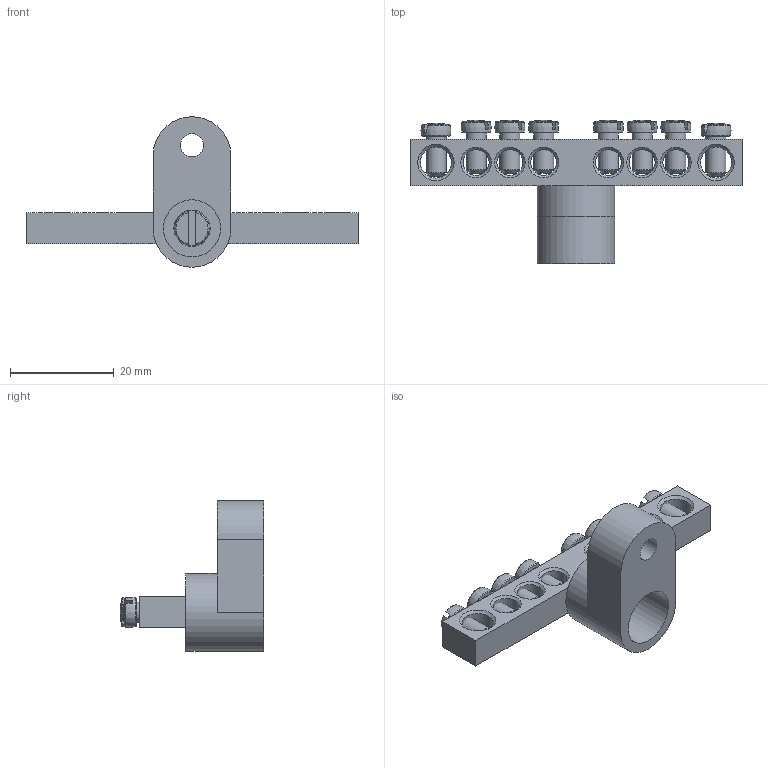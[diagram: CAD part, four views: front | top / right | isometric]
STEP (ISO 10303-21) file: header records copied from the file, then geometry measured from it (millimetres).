
FILE_DESCRIPTION(/* description */ (''),/* implementation_level */ '2;1');
FILE_NAME(/* name */ 'Шина PE 6х9-8_1 на одном угловом изоляторе.stp',/* time_stamp */ '2021-04-12T22:36:58+03:00',/* author */ ('Admin'),/* organization */ (''),/* preprocessor_version */ 'ST-DEVELOPER v15.6',/* originating_system */ 'Autodesk Inventor 2015',/* authorisation */ '');
FILE_SCHEMA (('AUTOMOTIVE_DESIGN { 1 0 10303 214 3 1 1 }'));
Length unit declared in the file: millimetre
Products named in the file (5): 6х9-8_1; Винт M4x8; Изолятор \X2\04430433043B
 желтый; DIN 84 - M4 x 10; Шина PE, N на \X2\043E0434043D043E043C
\X0\ угловом \X2\04380437043E043B044F0442

Assembly tree (11 placements, depth 2):
  Шина PE, N на \X2\043E0434043D043E043C
\X0\ угловом \X2\04380437043E043B044F0442

    6х9-8_1
    Винт M4x8  x8
    Изолятор \X2\04430433043B
 желтый
    DIN 84 - M4 x 10
Bounding box: 64 x 27.65 x 29 mm (x, y, z)
Volume: 6823.1 mm3; surface area: 6623.5 mm2
Topology: 11 solids, 11 shells, 264 faces, 683 edges, 451 vertices
Faces by surface type: plane 139, cone 43, cylinder 32, torus 26, sphere 16, bspline 8
Full cylindrical faces by diameter (mm): 3.242 x9, 3.621 x1, 3.9 x8, 4 x1, 4.5 x2, 5 x6, 6 x2, 11 x1, 15 x1
Entity records: 3012 total; most frequent: CARTESIAN_POINT 806, DIRECTION 446, ORIENTED_EDGE 334, AXIS2_PLACEMENT_3D 200, EDGE_LOOP 175, EDGE_CURVE 167, VERTEX_POINT 134, CIRCLE 96
